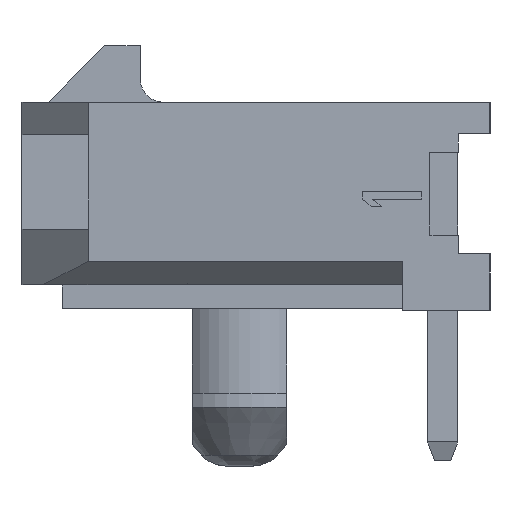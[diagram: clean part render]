
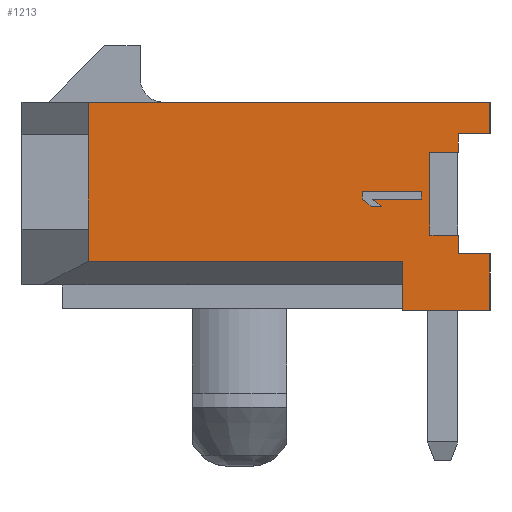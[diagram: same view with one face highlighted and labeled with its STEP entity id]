
A CAD part, left-side view. The second image highlights one B-rep face of the part: STEP entity #1213.
In plain terms, the highlighted planar face has unit normal (-1, 0, 0).
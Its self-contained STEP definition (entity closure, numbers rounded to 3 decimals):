
#192 = VERTEX_POINT('',#193);
#193 = CARTESIAN_POINT('',(-3.325,7.533,3.717));
#648 = VERTEX_POINT('',#649);
#649 = CARTESIAN_POINT('',(-3.325,0.303,3.342));
#655 = EDGE_CURVE('',#648,#656,#658,.T.);
#656 = VERTEX_POINT('',#657);
#657 = CARTESIAN_POINT('',(-3.325,0.303,1.592));
#658 = LINE('',#659,#660);
#659 = CARTESIAN_POINT('',(-3.325,0.303,3.342)
  );
#660 = VECTOR('',#661,1.);
#661 = DIRECTION('',(0.,0.,-1.));
#1213 = ADVANCED_FACE('',(#1214,#1333),#1391,.T.);
#1214 = FACE_BOUND('',#1215,.T.);
#1215 = EDGE_LOOP('',(#1216,#1217,#1225,#1233,#1241,#1249,#1257,#1263,
    #1271,#1279,#1287,#1295,#1303,#1311,#1319,#1327));
#1216 = ORIENTED_EDGE('',*,*,#655,.F.);
#1217 = ORIENTED_EDGE('',*,*,#1218,.F.);
#1218 = EDGE_CURVE('',#1219,#648,#1221,.T.);
#1219 = VERTEX_POINT('',#1220);
#1220 = CARTESIAN_POINT('',(-3.325,-0.297,3.342));
#1221 = LINE('',#1222,#1223);
#1222 = CARTESIAN_POINT('',(-3.325,-0.297,
    3.342));
#1223 = VECTOR('',#1224,1.);
#1224 = DIRECTION('',(0.,1.,0.));
#1225 = ORIENTED_EDGE('',*,*,#1226,.T.);
#1226 = EDGE_CURVE('',#1219,#1227,#1229,.T.);
#1227 = VERTEX_POINT('',#1228);
#1228 = CARTESIAN_POINT('',(-3.325,-0.297,3.737));
#1229 = LINE('',#1230,#1231);
#1230 = CARTESIAN_POINT('',(-3.325,-0.297,
    3.342));
#1231 = VECTOR('',#1232,1.);
#1232 = DIRECTION('',(0.,0.,1.));
#1233 = ORIENTED_EDGE('',*,*,#1234,.T.);
#1234 = EDGE_CURVE('',#1227,#1235,#1237,.T.);
#1235 = VERTEX_POINT('',#1236);
#1236 = CARTESIAN_POINT('',(-3.325,-0.967,3.737));
#1237 = LINE('',#1238,#1239);
#1238 = CARTESIAN_POINT('',(-3.325,-0.297,
    3.737));
#1239 = VECTOR('',#1240,1.);
#1240 = DIRECTION('',(0.,-1.,0.));
#1241 = ORIENTED_EDGE('',*,*,#1242,.T.);
#1242 = EDGE_CURVE('',#1235,#1243,#1245,.T.);
#1243 = VERTEX_POINT('',#1244);
#1244 = CARTESIAN_POINT('',(-3.325,-0.967,4.397));
#1245 = LINE('',#1246,#1247);
#1246 = CARTESIAN_POINT('',(-3.325,-0.967,
    3.737));
#1247 = VECTOR('',#1248,1.);
#1248 = DIRECTION('',(0.,0.,1.));
#1249 = ORIENTED_EDGE('',*,*,#1250,.T.);
#1250 = EDGE_CURVE('',#1243,#1251,#1253,.T.);
#1251 = VERTEX_POINT('',#1252);
#1252 = CARTESIAN_POINT('',(-3.325,7.533,4.397));
#1253 = LINE('',#1254,#1255);
#1254 = CARTESIAN_POINT('',(-3.325,-0.967,
    4.397));
#1255 = VECTOR('',#1256,1.);
#1256 = DIRECTION('',(0.,1.,0.));
#1257 = ORIENTED_EDGE('',*,*,#1258,.T.);
#1258 = EDGE_CURVE('',#1251,#192,#1259,.T.);
#1259 = LINE('',#1260,#1261);
#1260 = CARTESIAN_POINT('',(-3.325,7.533,4.397
    ));
#1261 = VECTOR('',#1262,1.);
#1262 = DIRECTION('',(0.,0.,-1.));
#1263 = ORIENTED_EDGE('',*,*,#1264,.F.);
#1264 = EDGE_CURVE('',#1265,#192,#1267,.T.);
#1265 = VERTEX_POINT('',#1266);
#1266 = CARTESIAN_POINT('',(-3.325,7.533,1.717));
#1267 = LINE('',#1268,#1269);
#1268 = CARTESIAN_POINT('',(-3.325,7.533,1.717
    ));
#1269 = VECTOR('',#1270,1.);
#1270 = DIRECTION('',(0.,0.,1.));
#1271 = ORIENTED_EDGE('',*,*,#1272,.T.);
#1272 = EDGE_CURVE('',#1265,#1273,#1275,.T.);
#1273 = VERTEX_POINT('',#1274);
#1274 = CARTESIAN_POINT('',(-3.325,7.533,1.037));
#1275 = LINE('',#1276,#1277);
#1276 = CARTESIAN_POINT('',(-3.325,7.533,1.717
    ));
#1277 = VECTOR('',#1278,1.);
#1278 = DIRECTION('',(0.,0.,-1.));
#1279 = ORIENTED_EDGE('',*,*,#1280,.T.);
#1280 = EDGE_CURVE('',#1273,#1281,#1283,.T.);
#1281 = VERTEX_POINT('',#1282);
#1282 = CARTESIAN_POINT('',(-3.325,0.883,1.037));
#1283 = LINE('',#1284,#1285);
#1284 = CARTESIAN_POINT('',(-3.325,7.533,1.037
    ));
#1285 = VECTOR('',#1286,1.);
#1286 = DIRECTION('',(0.,-1.,0.));
#1287 = ORIENTED_EDGE('',*,*,#1288,.T.);
#1288 = EDGE_CURVE('',#1281,#1289,#1291,.T.);
#1289 = VERTEX_POINT('',#1290);
#1290 = CARTESIAN_POINT('',(-3.325,0.883,-0.003));
#1291 = LINE('',#1292,#1293);
#1292 = CARTESIAN_POINT('',(-3.325,0.883,1.037
    ));
#1293 = VECTOR('',#1294,1.);
#1294 = DIRECTION('',(0.,0.,-1.));
#1295 = ORIENTED_EDGE('',*,*,#1296,.T.);
#1296 = EDGE_CURVE('',#1289,#1297,#1299,.T.);
#1297 = VERTEX_POINT('',#1298);
#1298 = CARTESIAN_POINT('',(-3.325,-0.967,-0.003)
  );
#1299 = LINE('',#1300,#1301);
#1300 = CARTESIAN_POINT('',(-3.325,0.883,
    -0.003));
#1301 = VECTOR('',#1302,1.);
#1302 = DIRECTION('',(0.,-1.,0.));
#1303 = ORIENTED_EDGE('',*,*,#1304,.T.);
#1304 = EDGE_CURVE('',#1297,#1305,#1307,.T.);
#1305 = VERTEX_POINT('',#1306);
#1306 = CARTESIAN_POINT('',(-3.325,-0.967,1.197));
#1307 = LINE('',#1308,#1309);
#1308 = CARTESIAN_POINT('',(-3.325,-0.967,
    -0.003));
#1309 = VECTOR('',#1310,1.);
#1310 = DIRECTION('',(0.,0.,1.));
#1311 = ORIENTED_EDGE('',*,*,#1312,.T.);
#1312 = EDGE_CURVE('',#1305,#1313,#1315,.T.);
#1313 = VERTEX_POINT('',#1314);
#1314 = CARTESIAN_POINT('',(-3.325,-0.297,1.197));
#1315 = LINE('',#1316,#1317);
#1316 = CARTESIAN_POINT('',(-3.325,-0.967,
    1.197));
#1317 = VECTOR('',#1318,1.);
#1318 = DIRECTION('',(0.,1.,0.));
#1319 = ORIENTED_EDGE('',*,*,#1320,.T.);
#1320 = EDGE_CURVE('',#1313,#1321,#1323,.T.);
#1321 = VERTEX_POINT('',#1322);
#1322 = CARTESIAN_POINT('',(-3.325,-0.297,1.592));
#1323 = LINE('',#1324,#1325);
#1324 = CARTESIAN_POINT('',(-3.325,-0.297,
    1.197));
#1325 = VECTOR('',#1326,1.);
#1326 = DIRECTION('',(0.,0.,1.));
#1327 = ORIENTED_EDGE('',*,*,#1328,.F.);
#1328 = EDGE_CURVE('',#656,#1321,#1329,.T.);
#1329 = LINE('',#1330,#1331);
#1330 = CARTESIAN_POINT('',(-3.325,0.303,1.592
    ));
#1331 = VECTOR('',#1332,1.);
#1332 = DIRECTION('',(0.,-1.,0.));
#1333 = FACE_BOUND('',#1334,.T.);
#1334 = EDGE_LOOP('',(#1335,#1345,#1353,#1361,#1369,#1377,#1385));
#1335 = ORIENTED_EDGE('',*,*,#1336,.F.);
#1336 = EDGE_CURVE('',#1337,#1339,#1341,.T.);
#1337 = VERTEX_POINT('',#1338);
#1338 = CARTESIAN_POINT('',(-3.325,0.483,2.354));
#1339 = VERTEX_POINT('',#1340);
#1340 = CARTESIAN_POINT('',(-3.325,0.483,2.51));
#1341 = LINE('',#1342,#1343);
#1342 = CARTESIAN_POINT('',(-3.325,0.483,2.354
    ));
#1343 = VECTOR('',#1344,1.);
#1344 = DIRECTION('',(0.,0.,1.));
#1345 = ORIENTED_EDGE('',*,*,#1346,.F.);
#1346 = EDGE_CURVE('',#1347,#1337,#1349,.T.);
#1347 = VERTEX_POINT('',#1348);
#1348 = CARTESIAN_POINT('',(-3.325,1.52,2.354));
#1349 = LINE('',#1350,#1351);
#1350 = CARTESIAN_POINT('',(-3.325,1.52,2.354
    ));
#1351 = VECTOR('',#1352,1.);
#1352 = DIRECTION('',(0.,-1.,0.));
#1353 = ORIENTED_EDGE('',*,*,#1354,.F.);
#1354 = EDGE_CURVE('',#1355,#1347,#1357,.T.);
#1355 = VERTEX_POINT('',#1356);
#1356 = CARTESIAN_POINT('',(-3.325,1.334,2.197));
#1357 = LINE('',#1358,#1359);
#1358 = CARTESIAN_POINT('',(-3.325,1.334,2.197
    ));
#1359 = VECTOR('',#1360,1.);
#1360 = DIRECTION('',(0.,0.766,0.643)
  );
#1361 = ORIENTED_EDGE('',*,*,#1362,.F.);
#1362 = EDGE_CURVE('',#1363,#1355,#1365,.T.);
#1363 = VERTEX_POINT('',#1364);
#1364 = CARTESIAN_POINT('',(-3.325,1.546,2.197));
#1365 = LINE('',#1366,#1367);
#1366 = CARTESIAN_POINT('',(-3.325,1.546,2.197
    ));
#1367 = VECTOR('',#1368,1.);
#1368 = DIRECTION('',(0.,-1.,0.));
#1369 = ORIENTED_EDGE('',*,*,#1370,.F.);
#1370 = EDGE_CURVE('',#1371,#1363,#1373,.T.);
#1371 = VERTEX_POINT('',#1372);
#1372 = CARTESIAN_POINT('',(-3.325,1.733,2.354));
#1373 = LINE('',#1374,#1375);
#1374 = CARTESIAN_POINT('',(-3.325,1.733,2.354
    ));
#1375 = VECTOR('',#1376,1.);
#1376 = DIRECTION('',(0.,-0.766,
    -0.643));
#1377 = ORIENTED_EDGE('',*,*,#1378,.F.);
#1378 = EDGE_CURVE('',#1379,#1371,#1381,.T.);
#1379 = VERTEX_POINT('',#1380);
#1380 = CARTESIAN_POINT('',(-3.325,1.733,2.51));
#1381 = LINE('',#1382,#1383);
#1382 = CARTESIAN_POINT('',(-3.325,1.733,2.51
    ));
#1383 = VECTOR('',#1384,1.);
#1384 = DIRECTION('',(0.,0.,-1.));
#1385 = ORIENTED_EDGE('',*,*,#1386,.F.);
#1386 = EDGE_CURVE('',#1339,#1379,#1387,.T.);
#1387 = LINE('',#1388,#1389);
#1388 = CARTESIAN_POINT('',(-3.325,0.483,2.51
    ));
#1389 = VECTOR('',#1390,1.);
#1390 = DIRECTION('',(0.,1.,0.));
#1391 = PLANE('',#1392);
#1392 = AXIS2_PLACEMENT_3D('',#1393,#1394,#1395);
#1393 = CARTESIAN_POINT('',(-3.325,3.983,2.467));
#1394 = DIRECTION('',(-1.,0.,0.));
#1395 = DIRECTION('',(0.,0.,1.));
